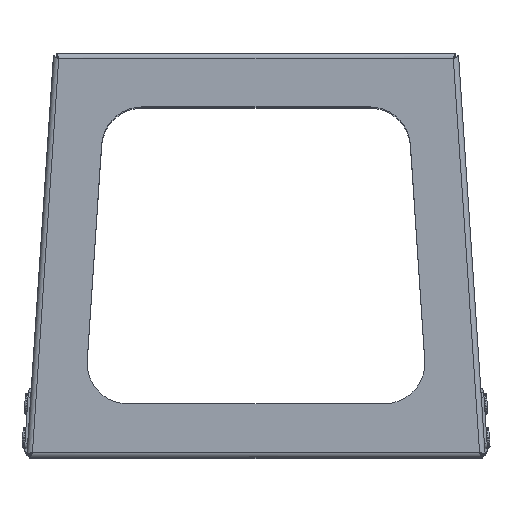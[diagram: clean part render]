
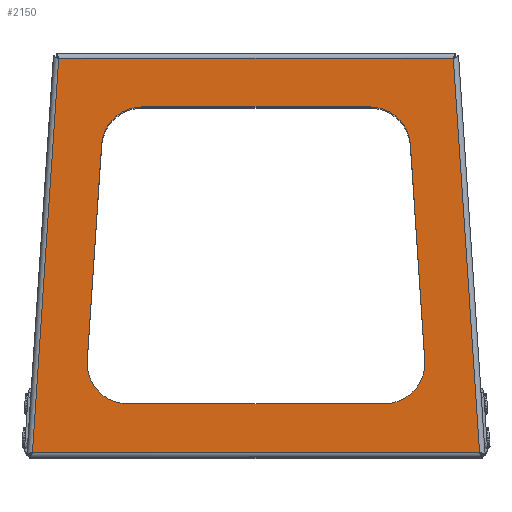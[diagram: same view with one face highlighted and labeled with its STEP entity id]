
A CAD part, top view. The second image highlights one B-rep face of the part: STEP entity #2150.
In plain terms, the highlighted planar face has unit normal (0, 0, 1).
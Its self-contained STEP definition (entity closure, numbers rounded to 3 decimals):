
#68 = CARTESIAN_POINT ( 'NONE',  ( -84.511, 80., 0. ) ) ;
#184 = ORIENTED_EDGE ( 'NONE', *, *, #5500, .F. ) ;
#343 = LINE ( 'NONE', #9121, #1295 ) ;
#468 = EDGE_CURVE ( 'NONE', #10380, #1460, #877, .T. ) ;
#481 = CIRCLE ( 'NONE', #1724, 30. ) ;
#773 = CARTESIAN_POINT ( 'NONE',  ( 165.724, -146., 0. ) ) ;
#811 = ORIENTED_EDGE ( 'NONE', *, *, #4521, .F. ) ;
#812 = CARTESIAN_POINT ( 'NONE',  ( -95.178, -110., 0. ) ) ;
#877 = LINE ( 'NONE', #812, #2454 ) ;
#919 = FACE_OUTER_BOUND ( 'NONE', #8692, .T. ) ;
#949 = ORIENTED_EDGE ( 'NONE', *, *, #1347, .F. ) ;
#980 = LINE ( 'NONE', #9835, #2310 ) ;
#1031 = DIRECTION ( 'NONE',  ( 0., 0., 1. ) ) ;
#1061 = CARTESIAN_POINT ( 'NONE',  ( 146.258, 146., 0. ) ) ;
#1283 = CIRCLE ( 'NONE', #8564, 30. ) ;
#1295 = VECTOR ( 'NONE', #4312, 1000. ) ;
#1347 = EDGE_CURVE ( 'NONE', #12113, #5189, #2510, .T. ) ;
#1410 = CIRCLE ( 'NONE', #4325, 30. ) ;
#1424 = CARTESIAN_POINT ( 'NONE',  ( 114.445, 81.996, 0. ) ) ;
#1460 = VERTEX_POINT ( 'NONE', #4990 ) ;
#1696 = VECTOR ( 'NONE', #3556, 1000. ) ;
#1724 = AXIS2_PLACEMENT_3D ( 'NONE', #10592, #12615, #9686 ) ;
#1782 = VECTOR ( 'NONE', #12181, 1000. ) ;
#1851 = VECTOR ( 'NONE', #6435, 1000. ) ;
#2112 = EDGE_LOOP ( 'NONE', ( #6952, #12413, #3724, #949, #3903, #7890, #811, #184, #5096 ) ) ;
#2150 = ADVANCED_FACE ( 'NONE', ( #2831, #919 ), #6917, .T. ) ;
#2164 = CARTESIAN_POINT ( 'NONE',  ( 95.178, -80., 0. ) ) ;
#2310 = VECTOR ( 'NONE', #12758, 1000. ) ;
#2454 = VECTOR ( 'NONE', #10700, 1000. ) ;
#2498 = EDGE_CURVE ( 'NONE', #2518, #8371, #10670, .T. ) ;
#2510 = LINE ( 'NONE', #7466, #1696 ) ;
#2518 = VERTEX_POINT ( 'NONE', #3005 ) ;
#2659 = CARTESIAN_POINT ( 'NONE',  ( 165.862, -148.06, 0. ) ) ;
#2742 = CARTESIAN_POINT ( 'NONE',  ( -95.178, -80., 0. ) ) ;
#2822 = CIRCLE ( 'NONE', #6966, 30. ) ;
#2831 = FACE_BOUND ( 'NONE', #2112, .T. ) ;
#2936 = VERTEX_POINT ( 'NONE', #1061 ) ;
#2998 = DIRECTION ( 'NONE',  ( -1., 0., 0. ) ) ;
#3005 = CARTESIAN_POINT ( 'NONE',  ( -146.258, 146., 0. ) ) ;
#3084 = DIRECTION ( 'NONE',  ( 0., 0., 1. ) ) ;
#3296 = ORIENTED_EDGE ( 'NONE', *, *, #6679, .T. ) ;
#3556 = DIRECTION ( 'NONE',  ( -0.067, -0.998, 0. ) ) ;
#3569 = LINE ( 'NONE', #2659, #1851 ) ;
#3724 = ORIENTED_EDGE ( 'NONE', *, *, #10102, .F. ) ;
#3903 = ORIENTED_EDGE ( 'NONE', *, *, #5571, .F. ) ;
#4216 = CIRCLE ( 'NONE', #12316, 30. ) ;
#4274 = LINE ( 'NONE', #7265, #7579 ) ;
#4299 = VERTEX_POINT ( 'NONE', #1424 ) ;
#4312 = DIRECTION ( 'NONE',  ( 1., 0., 0. ) ) ;
#4325 = AXIS2_PLACEMENT_3D ( 'NONE', #2742, #1031, #10800 ) ;
#4386 = EDGE_CURVE ( 'NONE', #4855, #5644, #481, .T. ) ;
#4403 = VERTEX_POINT ( 'NONE', #773 ) ;
#4521 = EDGE_CURVE ( 'NONE', #4299, #10179, #4216, .T. ) ;
#4855 = VERTEX_POINT ( 'NONE', #5176 ) ;
#4902 = DIRECTION ( 'NONE',  ( 1., 0., 0. ) ) ;
#4909 = CARTESIAN_POINT ( 'NONE',  ( 0., 0., 0. ) ) ;
#4990 = CARTESIAN_POINT ( 'NONE',  ( 95.178, -110., 0. ) ) ;
#5001 = CARTESIAN_POINT ( 'NONE',  ( -165.724, -146., 0. ) ) ;
#5096 = ORIENTED_EDGE ( 'NONE', *, *, #4386, .F. ) ;
#5176 = CARTESIAN_POINT ( 'NONE',  ( 125.178, -80., 0. ) ) ;
#5189 = VERTEX_POINT ( 'NONE', #7303 ) ;
#5210 = CARTESIAN_POINT ( 'NONE',  ( 84.511, 110., 0. ) ) ;
#5218 = CARTESIAN_POINT ( 'NONE',  ( 125.112, -78.004, 0. ) ) ;
#5500 = EDGE_CURVE ( 'NONE', #5644, #4299, #980, .T. ) ;
#5571 = EDGE_CURVE ( 'NONE', #11212, #12113, #1283, .T. ) ;
#5644 = VERTEX_POINT ( 'NONE', #5218 ) ;
#5739 = CARTESIAN_POINT ( 'NONE',  ( -146.138, 147.799, 0. ) ) ;
#5962 = DIRECTION ( 'NONE',  ( 0., 0., 1. ) ) ;
#6089 = VECTOR ( 'NONE', #12364, 1000. ) ;
#6435 = DIRECTION ( 'NONE',  ( -0.067, 0.998, 0. ) ) ;
#6436 = EDGE_CURVE ( 'NONE', #1460, #4855, #2822, .T. ) ;
#6679 = EDGE_CURVE ( 'NONE', #2936, #2518, #12115, .T. ) ;
#6917 = PLANE ( 'NONE',  #7528 ) ;
#6929 = DIRECTION ( 'NONE',  ( -1., 0., 0. ) ) ;
#6952 = ORIENTED_EDGE ( 'NONE', *, *, #6436, .F. ) ;
#6966 = AXIS2_PLACEMENT_3D ( 'NONE', #2164, #5962, #6929 ) ;
#7265 = CARTESIAN_POINT ( 'NONE',  ( -84.511, 110., 0. ) ) ;
#7303 = CARTESIAN_POINT ( 'NONE',  ( -125.112, -78.004, 0. ) ) ;
#7466 = CARTESIAN_POINT ( 'NONE',  ( -114.445, 81.996, 0. ) ) ;
#7498 = EDGE_CURVE ( 'NONE', #4403, #2936, #3569, .T. ) ;
#7528 = AXIS2_PLACEMENT_3D ( 'NONE', #4909, #3084, #10876 ) ;
#7579 = VECTOR ( 'NONE', #10313, 1000. ) ;
#7609 = CARTESIAN_POINT ( 'NONE',  ( -95.178, -110., 0. ) ) ;
#7890 = ORIENTED_EDGE ( 'NONE', *, *, #8824, .F. ) ;
#7928 = CARTESIAN_POINT ( 'NONE',  ( 84.511, 80., 0. ) ) ;
#8012 = DIRECTION ( 'NONE',  ( 0., 0., 1. ) ) ;
#8105 = ORIENTED_EDGE ( 'NONE', *, *, #2498, .T. ) ;
#8371 = VERTEX_POINT ( 'NONE', #5001 ) ;
#8420 = CARTESIAN_POINT ( 'NONE',  ( 148.06, 146., 0. ) ) ;
#8564 = AXIS2_PLACEMENT_3D ( 'NONE', #68, #8012, #4902 ) ;
#8672 = ORIENTED_EDGE ( 'NONE', *, *, #10959, .T. ) ;
#8692 = EDGE_LOOP ( 'NONE', ( #8105, #8672, #10037, #3296 ) ) ;
#8824 = EDGE_CURVE ( 'NONE', #10179, #11212, #4274, .T. ) ;
#9121 = CARTESIAN_POINT ( 'NONE',  ( -167.789, -146., 0. ) ) ;
#9686 = DIRECTION ( 'NONE',  ( -1., 0., 0. ) ) ;
#9816 = DIRECTION ( 'NONE',  ( 0., 0., 1. ) ) ;
#9835 = CARTESIAN_POINT ( 'NONE',  ( 125.112, -78.004, 0. ) ) ;
#10037 = ORIENTED_EDGE ( 'NONE', *, *, #7498, .T. ) ;
#10102 = EDGE_CURVE ( 'NONE', #5189, #10380, #1410, .T. ) ;
#10105 = CARTESIAN_POINT ( 'NONE',  ( -114.445, 81.996, 0. ) ) ;
#10128 = CARTESIAN_POINT ( 'NONE',  ( -84.511, 110., 0. ) ) ;
#10179 = VERTEX_POINT ( 'NONE', #5210 ) ;
#10313 = DIRECTION ( 'NONE',  ( -1., 0., 0. ) ) ;
#10380 = VERTEX_POINT ( 'NONE', #7609 ) ;
#10592 = CARTESIAN_POINT ( 'NONE',  ( 95.178, -80., 0. ) ) ;
#10670 = LINE ( 'NONE', #5739, #6089 ) ;
#10700 = DIRECTION ( 'NONE',  ( 1., 0., 0. ) ) ;
#10800 = DIRECTION ( 'NONE',  ( -1., 0., 0. ) ) ;
#10876 = DIRECTION ( 'NONE',  ( 1., 0., 0. ) ) ;
#10959 = EDGE_CURVE ( 'NONE', #8371, #4403, #343, .T. ) ;
#11212 = VERTEX_POINT ( 'NONE', #10128 ) ;
#12113 = VERTEX_POINT ( 'NONE', #10105 ) ;
#12115 = LINE ( 'NONE', #8420, #1782 ) ;
#12181 = DIRECTION ( 'NONE',  ( -1., 0., 0. ) ) ;
#12316 = AXIS2_PLACEMENT_3D ( 'NONE', #7928, #9816, #2998 ) ;
#12364 = DIRECTION ( 'NONE',  ( -0.067, -0.998, 0. ) ) ;
#12413 = ORIENTED_EDGE ( 'NONE', *, *, #468, .F. ) ;
#12615 = DIRECTION ( 'NONE',  ( 0., 0., 1. ) ) ;
#12758 = DIRECTION ( 'NONE',  ( -0.067, 0.998, 0. ) ) ;
